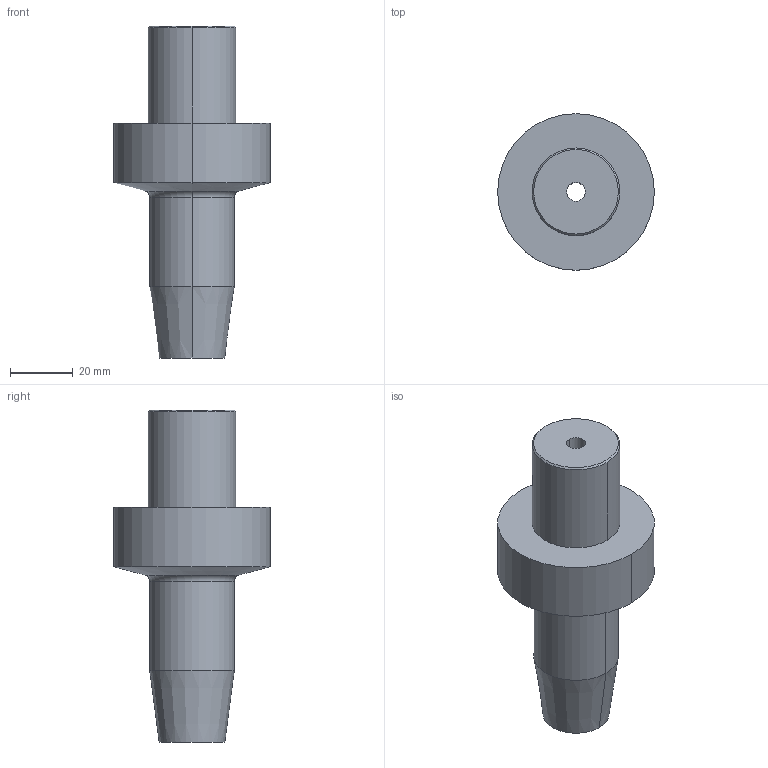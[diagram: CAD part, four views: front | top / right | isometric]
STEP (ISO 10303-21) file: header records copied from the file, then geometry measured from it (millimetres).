
FILE_DESCRIPTION((''),'2;1');
FILE_NAME('8422200897','2020-06-23T08:42:43',('thiemer'),(''),'CREO PARAMETRIC BY PTC INC, 2018400','CREO PARAMETRIC BY PTC INC, 2018400','');
FILE_SCHEMA(('AUTOMOTIVE_DESIGN { 1 0 10303 214 1 1 1 1 }'));
Length unit declared in the file: millimetre
Products named in the file (1): 8422200897
Bounding box: 50 x 50 x 106 mm (x, y, z)
Volume: 83942.5 mm3; surface area: 15854.9 mm2
Topology: 1 solids, 1 shells, 22 faces, 44 edges, 26 vertices
Faces by surface type: cylinder 10, cone 6, plane 4, torus 2
Entity records: 1188 total; most frequent: DIRECTION 150, CARTESIAN_POINT 116, ORIENTED_EDGE 88, PRESENTATION_STYLE_ASSIGNMENT 66, STYLED_ITEM 66, CURVE_STYLE 65, AXIS2_PLACEMENT_3D 62, PROPERTY_DEFINITION 52
